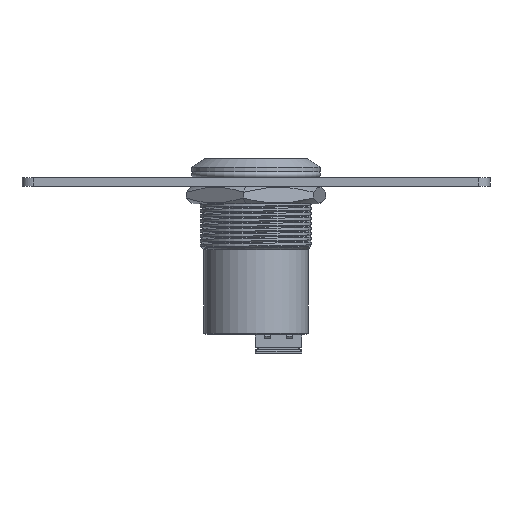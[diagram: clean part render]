
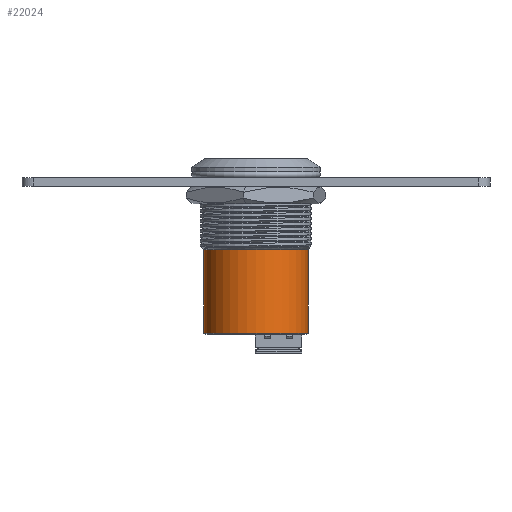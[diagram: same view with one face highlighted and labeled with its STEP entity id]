
A CAD part, front view. The second image highlights one B-rep face of the part: STEP entity #22024.
In plain terms, the highlighted cylindrical face has radius 8.9 mm (diameter 17.8 mm), a partial arc.
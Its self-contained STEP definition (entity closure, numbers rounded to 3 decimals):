
#40 = CARTESIAN_POINT ( 'NONE',  ( -8.9, 0., 9.915 ) ) ;
#247 = VERTEX_POINT ( 'NONE', #14647 ) ;
#331 = ORIENTED_EDGE ( 'NONE', *, *, #3521, .F. ) ;
#1419 = VERTEX_POINT ( 'NONE', #17615 ) ;
#2566 = AXIS2_PLACEMENT_3D ( 'NONE', #8317, #20204, #12508 ) ;
#2633 = ORIENTED_EDGE ( 'NONE', *, *, #22648, .T. ) ;
#3134 = EDGE_LOOP ( 'NONE', ( #10552, #6015, #2633, #331 ) ) ;
#3521 = EDGE_CURVE ( 'NONE', #247, #14521, #25054, .T. ) ;
#4015 = AXIS2_PLACEMENT_3D ( 'NONE', #19017, #14968, #5348 ) ;
#4043 = DIRECTION ( 'NONE',  ( 0., 0., 1. ) ) ;
#4532 = CIRCLE ( 'NONE', #18667, 8.9 ) ;
#5348 = DIRECTION ( 'NONE',  ( 1., 0., 0. ) ) ;
#5367 = VECTOR ( 'NONE', #9710, 1000. ) ;
#5917 = EDGE_CURVE ( 'NONE', #1419, #247, #19329, .T. ) ;
#6015 = ORIENTED_EDGE ( 'NONE', *, *, #23658, .T. ) ;
#7040 = VECTOR ( 'NONE', #22196, 1000. ) ;
#8317 = CARTESIAN_POINT ( 'NONE',  ( 0., 0., 9.915 ) ) ;
#8868 = CARTESIAN_POINT ( 'NONE',  ( 8.9, 0., -29.8 ) ) ;
#9273 = VERTEX_POINT ( 'NONE', #8868 ) ;
#9710 = DIRECTION ( 'NONE',  ( 0., 0., 1. ) ) ;
#10552 = ORIENTED_EDGE ( 'NONE', *, *, #5917, .F. ) ;
#11515 = CARTESIAN_POINT ( 'NONE',  ( 0., 0., -29.8 ) ) ;
#12508 = DIRECTION ( 'NONE',  ( 1., 0., 0. ) ) ;
#14521 = VERTEX_POINT ( 'NONE', #14804 ) ;
#14647 = CARTESIAN_POINT ( 'NONE',  ( -8.9, 0., -15.5 ) ) ;
#14804 = CARTESIAN_POINT ( 'NONE',  ( 8.9, 0., -15.5 ) ) ;
#14968 = DIRECTION ( 'NONE',  ( 0., 0., 1. ) ) ;
#17194 = DIRECTION ( 'NONE',  ( 1., 0., 0. ) ) ;
#17615 = CARTESIAN_POINT ( 'NONE',  ( -8.9, 0., -29.8 ) ) ;
#18291 = CYLINDRICAL_SURFACE ( 'NONE', #2566, 8.9 ) ;
#18388 = LINE ( 'NONE', #24109, #7040 ) ;
#18667 = AXIS2_PLACEMENT_3D ( 'NONE', #11515, #4043, #17194 ) ;
#19017 = CARTESIAN_POINT ( 'NONE',  ( 0., 0., -15.5 ) ) ;
#19329 = LINE ( 'NONE', #40, #5367 ) ;
#20204 = DIRECTION ( 'NONE',  ( 0., 0., 1. ) ) ;
#20330 = FACE_OUTER_BOUND ( 'NONE', #3134, .T. ) ;
#22024 = ADVANCED_FACE ( 'NONE', ( #20330 ), #18291, .T. ) ;
#22196 = DIRECTION ( 'NONE',  ( 0., 0., 1. ) ) ;
#22648 = EDGE_CURVE ( 'NONE', #9273, #14521, #18388, .T. ) ;
#23658 = EDGE_CURVE ( 'NONE', #1419, #9273, #4532, .T. ) ;
#24109 = CARTESIAN_POINT ( 'NONE',  ( 8.9, 0., 9.915 ) ) ;
#25054 = CIRCLE ( 'NONE', #4015, 8.9 ) ;
